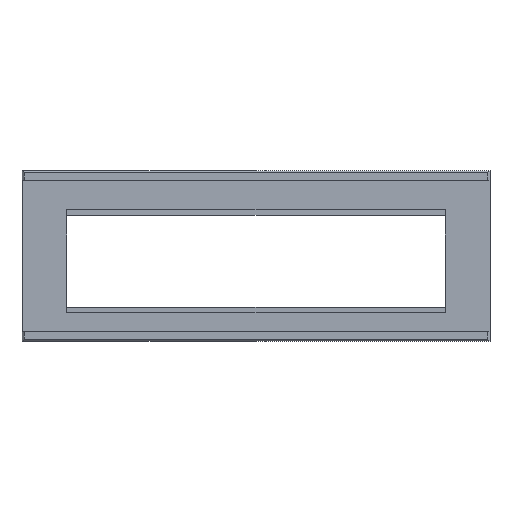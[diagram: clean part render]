
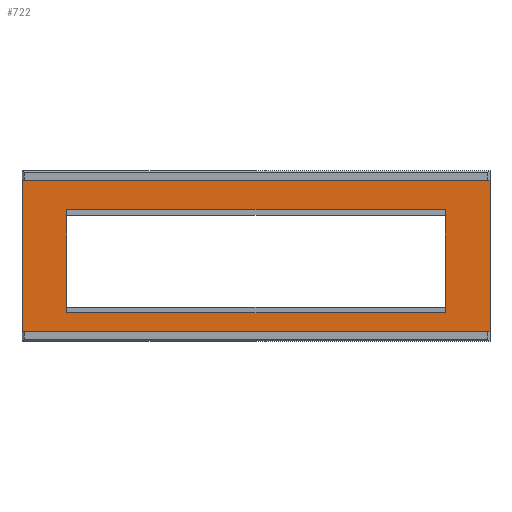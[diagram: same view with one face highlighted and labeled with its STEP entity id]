
A CAD part, top view. The second image highlights one B-rep face of the part: STEP entity #722.
In plain terms, the highlighted planar face has unit normal (0, 0, 1).
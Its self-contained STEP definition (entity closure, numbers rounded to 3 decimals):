
#1 = CARTESIAN_POINT ( 'NONE',  ( -105., 34., 4. ) ) ;
#5 = EDGE_CURVE ( 'NONE', #810, #302, #181, .T. ) ;
#7 = LINE ( 'NONE', #688, #642 ) ;
#46 = CARTESIAN_POINT ( 'NONE',  ( -105., -34., 4. ) ) ;
#47 = VERTEX_POINT ( 'NONE', #650 ) ;
#61 = ORIENTED_EDGE ( 'NONE', *, *, #269, .T. ) ;
#88 = ORIENTED_EDGE ( 'NONE', *, *, #644, .T. ) ;
#91 = EDGE_LOOP ( 'NONE', ( #600, #1089, #61, #569 ) ) ;
#135 = EDGE_CURVE ( 'NONE', #1155, #47, #7, .T. ) ;
#146 = DIRECTION ( 'NONE',  ( 0., 1., 0. ) ) ;
#166 = DIRECTION ( 'NONE',  ( 1., 0., 0. ) ) ;
#180 = LINE ( 'NONE', #1236, #1255 ) ;
#181 = LINE ( 'NONE', #1, #320 ) ;
#187 = CARTESIAN_POINT ( 'NONE',  ( 85., -25.375, 4. ) ) ;
#210 = EDGE_LOOP ( 'NONE', ( #88, #384, #283, #904 ) ) ;
#233 = EDGE_CURVE ( 'NONE', #1139, #833, #925, .T. ) ;
#242 = VERTEX_POINT ( 'NONE', #46 ) ;
#269 = EDGE_CURVE ( 'NONE', #47, #1139, #629, .T. ) ;
#283 = ORIENTED_EDGE ( 'NONE', *, *, #493, .T. ) ;
#302 = VERTEX_POINT ( 'NONE', #1117 ) ;
#315 = DIRECTION ( 'NONE',  ( 1., 0., 0. ) ) ;
#320 = VECTOR ( 'NONE', #854, 1000. ) ;
#345 = DIRECTION ( 'NONE',  ( -1., 0., 0. ) ) ;
#352 = FACE_BOUND ( 'NONE', #91, .T. ) ;
#362 = VECTOR ( 'NONE', #1098, 1000. ) ;
#384 = ORIENTED_EDGE ( 'NONE', *, *, #5, .T. ) ;
#441 = CARTESIAN_POINT ( 'NONE',  ( 0., 0., 4. ) ) ;
#446 = CARTESIAN_POINT ( 'NONE',  ( -85., 20.725, 4. ) ) ;
#465 = LINE ( 'NONE', #930, #866 ) ;
#479 = EDGE_CURVE ( 'NONE', #242, #709, #180, .T. ) ;
#493 = EDGE_CURVE ( 'NONE', #302, #242, #465, .T. ) ;
#524 = CARTESIAN_POINT ( 'NONE',  ( -85., -25.375, 4. ) ) ;
#569 = ORIENTED_EDGE ( 'NONE', *, *, #233, .T. ) ;
#600 = ORIENTED_EDGE ( 'NONE', *, *, #1124, .T. ) ;
#616 = LINE ( 'NONE', #446, #1044 ) ;
#629 = LINE ( 'NONE', #1019, #961 ) ;
#634 = DIRECTION ( 'NONE',  ( 0., -1., 0. ) ) ;
#642 = VECTOR ( 'NONE', #315, 1000. ) ;
#644 = EDGE_CURVE ( 'NONE', #709, #810, #934, .T. ) ;
#650 = CARTESIAN_POINT ( 'NONE',  ( 85., 20.725, 4. ) ) ;
#658 = CARTESIAN_POINT ( 'NONE',  ( -85., -25.375, 4. ) ) ;
#659 = VECTOR ( 'NONE', #146, 1000. ) ;
#688 = CARTESIAN_POINT ( 'NONE',  ( -85., 20.725, 4. ) ) ;
#709 = VERTEX_POINT ( 'NONE', #724 ) ;
#718 = AXIS2_PLACEMENT_3D ( 'NONE', #441, #1216, #345 ) ;
#722 = ADVANCED_FACE ( 'NONE', ( #352, #916 ), #1227, .F. ) ;
#724 = CARTESIAN_POINT ( 'NONE',  ( 105., -34., 4. ) ) ;
#810 = VERTEX_POINT ( 'NONE', #1059 ) ;
#827 = DIRECTION ( 'NONE',  ( 0., 1., 0. ) ) ;
#833 = VERTEX_POINT ( 'NONE', #658 ) ;
#846 = DIRECTION ( 'NONE',  ( 0., -1., 0. ) ) ;
#854 = DIRECTION ( 'NONE',  ( -1., 0., 0. ) ) ;
#866 = VECTOR ( 'NONE', #846, 1000. ) ;
#904 = ORIENTED_EDGE ( 'NONE', *, *, #479, .T. ) ;
#916 = FACE_OUTER_BOUND ( 'NONE', #210, .T. ) ;
#925 = LINE ( 'NONE', #524, #362 ) ;
#930 = CARTESIAN_POINT ( 'NONE',  ( -105., -34., 4. ) ) ;
#934 = LINE ( 'NONE', #1032, #659 ) ;
#961 = VECTOR ( 'NONE', #634, 1000. ) ;
#1019 = CARTESIAN_POINT ( 'NONE',  ( 85., 20.725, 4. ) ) ;
#1032 = CARTESIAN_POINT ( 'NONE',  ( 105., -34., 4. ) ) ;
#1044 = VECTOR ( 'NONE', #827, 1000. ) ;
#1050 = CARTESIAN_POINT ( 'NONE',  ( -85., 20.725, 4. ) ) ;
#1059 = CARTESIAN_POINT ( 'NONE',  ( 105., 34., 4. ) ) ;
#1089 = ORIENTED_EDGE ( 'NONE', *, *, #135, .T. ) ;
#1098 = DIRECTION ( 'NONE',  ( -1., 0., 0. ) ) ;
#1117 = CARTESIAN_POINT ( 'NONE',  ( -105., 34., 4. ) ) ;
#1124 = EDGE_CURVE ( 'NONE', #833, #1155, #616, .T. ) ;
#1139 = VERTEX_POINT ( 'NONE', #187 ) ;
#1155 = VERTEX_POINT ( 'NONE', #1050 ) ;
#1216 = DIRECTION ( 'NONE',  ( 0., 0., -1. ) ) ;
#1227 = PLANE ( 'NONE',  #718 ) ;
#1236 = CARTESIAN_POINT ( 'NONE',  ( -105., -34., 4. ) ) ;
#1255 = VECTOR ( 'NONE', #166, 1000. ) ;
